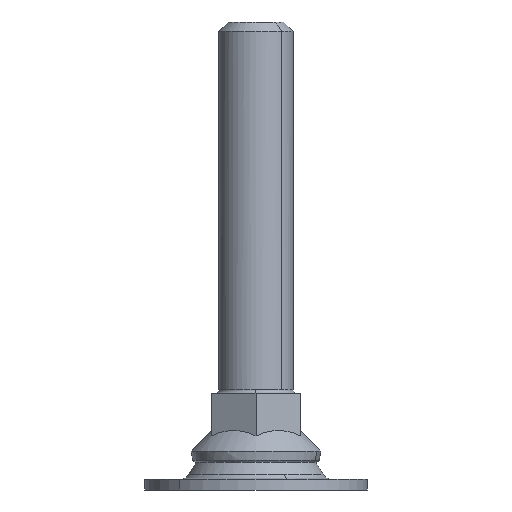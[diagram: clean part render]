
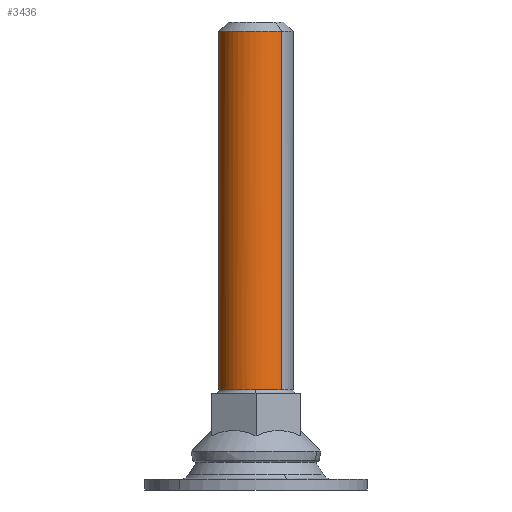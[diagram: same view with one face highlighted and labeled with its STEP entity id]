
A CAD part, left-side view. The second image highlights one B-rep face of the part: STEP entity #3436.
In plain terms, the highlighted free-form (B-spline) face has degree [2, 1] with [5, 2] control points.
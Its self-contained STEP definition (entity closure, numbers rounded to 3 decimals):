
#3217=CARTESIAN_POINT('',(-7.22,-6.919,123.5));
#3218=VERTEX_POINT('',#3217);
#3232=CARTESIAN_POINT('',(7.133,7.009,123.5));
#3233=VERTEX_POINT('',#3232);
#3239=CARTESIAN_POINT('',(0.,10.,123.5));
#3240=VERTEX_POINT('',#3239);
#3241=CARTESIAN_POINT('',(0.,10.,123.5));
#3242=CARTESIAN_POINT('',(0.455,10.,123.5));
#3243=CARTESIAN_POINT('',(1.489,9.929,123.5));
#3244=CARTESIAN_POINT('',(2.906,9.607,123.5));
#3245=CARTESIAN_POINT('',(4.296,9.065,123.5));
#3246=CARTESIAN_POINT('',(5.708,8.277,123.5));
#3247=CARTESIAN_POINT('',(6.64,7.511,123.5));
#3248=CARTESIAN_POINT('',(7.133,7.009,123.5));
#3249=B_SPLINE_CURVE_WITH_KNOTS('',3,(#3241,#3242,#3243,#3244,#3245,#3246,#3247,#3248),.UNSPECIFIED.,.F.,.U.,(4,1,1,1,1,4),(0.,1.365,3.102,4.343,5.832,7.941),.UNSPECIFIED.);
#3250=EDGE_CURVE('',#3240,#3233,#3249,.T.);
#3252=CARTESIAN_POINT('',(-10.0,0.0,123.5));
#3253=VERTEX_POINT('',#3252);
#3254=CARTESIAN_POINT('',(-10.0,0.0,123.5));
#3255=CARTESIAN_POINT('',(-10.,0.777,123.5));
#3256=CARTESIAN_POINT('',(-9.851,2.045,123.5));
#3257=CARTESIAN_POINT('',(-9.294,3.805,123.5));
#3258=CARTESIAN_POINT('',(-8.482,5.419,123.5));
#3259=CARTESIAN_POINT('',(-7.19,7.073,123.5));
#3260=CARTESIAN_POINT('',(-5.527,8.422,123.5));
#3261=CARTESIAN_POINT('',(-3.661,9.375,123.5));
#3262=CARTESIAN_POINT('',(-1.841,9.891,123.5));
#3263=CARTESIAN_POINT('',(-0.573,10.,123.5));
#3264=CARTESIAN_POINT('',(0.,10.,123.5));
#3265=B_SPLINE_CURVE_WITH_KNOTS('',3,(#3254,#3255,#3256,#3257,#3258,#3259,#3260,#3261,#3262,#3263,#3264),.UNSPECIFIED.,.F.,.U.,(4,1,1,1,1,1,1,1,4),(0.,2.332,3.804,5.522,7.731,10.063,11.904,13.99,15.708),.UNSPECIFIED.);
#3266=EDGE_CURVE('',#3253,#3240,#3265,.T.);
#3268=CARTESIAN_POINT('',(-7.22,-6.919,123.5));
#3269=CARTESIAN_POINT('',(-7.633,-6.488,123.5));
#3270=CARTESIAN_POINT('',(-8.307,-5.645,123.5));
#3271=CARTESIAN_POINT('',(-9.11,-4.22,123.5));
#3272=CARTESIAN_POINT('',(-9.796,-2.388,123.5));
#3273=CARTESIAN_POINT('',(-10.,-0.915,123.5));
#3274=CARTESIAN_POINT('',(-10.0,0.0,123.5));
#3275=B_SPLINE_CURVE_WITH_KNOTS('',3,(#3268,#3269,#3270,#3271,#3272,#3273,#3274),.UNSPECIFIED.,.F.,.U.,(4,1,1,1,4),(0.,1.791,3.224,4.895,7.641),.UNSPECIFIED.);
#3276=EDGE_CURVE('',#3218,#3253,#3275,.T.);
#3327=CARTESIAN_POINT('',(7.22,6.919,123.5));
#3328=VERTEX_POINT('',#3327);
#3339=CARTESIAN_POINT('',(7.133,7.009,123.5));
#3340=CARTESIAN_POINT('',(7.22,6.919,123.5));
#3341=QUASI_UNIFORM_CURVE('',1,(#3339,#3340),.UNSPECIFIED.,.F.,.U.);
#3342=EDGE_CURVE('',#3233,#3328,#3341,.T.);
#3352=CARTESIAN_POINT('',(-7.22,-6.919,125.913));
#3353=CARTESIAN_POINT('',(-14.139,0.301,125.913));
#3354=CARTESIAN_POINT('',(-6.919,7.22,125.913));
#3355=CARTESIAN_POINT('',(0.301,14.139,125.913));
#3356=CARTESIAN_POINT('',(7.22,6.919,125.913));
#3357=CARTESIAN_POINT('',(-7.22,-6.919,24.527));
#3358=CARTESIAN_POINT('',(-14.139,0.301,24.527));
#3359=CARTESIAN_POINT('',(-6.919,7.22,24.527));
#3360=CARTESIAN_POINT('',(0.301,14.139,24.527));
#3361=CARTESIAN_POINT('',(7.22,6.919,24.527));
#3369=(BOUNDED_SURFACE()B_SPLINE_SURFACE(2,1,((#3352,#3357),(#3353,#3358),(#3354,#3359),(#3355,#3360),(#3356,#3361)),.UNSPECIFIED.,.F.,.F.,.U.)B_SPLINE_SURFACE_WITH_KNOTS((3,2,3),(2,2),(0.0,16.569,33.137),(0.0,101.385),.UNSPECIFIED.)GEOMETRIC_REPRESENTATION_ITEM()RATIONAL_B_SPLINE_SURFACE(((1.0,1.0),(0.707,0.707),(1.0,1.0),(0.707,0.707),(1.0,1.0)))REPRESENTATION_ITEM('')SURFACE());
#3370=CARTESIAN_POINT('',(-10.0,0.0,27.0));
#3371=VERTEX_POINT('',#3370);
#3372=CARTESIAN_POINT('',(-7.22,-6.919,27.));
#3373=VERTEX_POINT('',#3372);
#3374=CARTESIAN_POINT('',(-10.0,0.0,27.0));
#3375=CARTESIAN_POINT('',(-10.,-0.597,27.));
#3376=CARTESIAN_POINT('',(-9.889,-1.831,27.));
#3377=CARTESIAN_POINT('',(-9.445,-3.408,27.));
#3378=CARTESIAN_POINT('',(-8.631,-5.184,27.));
#3379=CARTESIAN_POINT('',(-7.854,-6.258,27.));
#3380=CARTESIAN_POINT('',(-7.22,-6.919,27.));
#3381=B_SPLINE_CURVE_WITH_KNOTS('',3,(#3374,#3375,#3376,#3377,#3378,#3379,#3380),.UNSPECIFIED.,.F.,.U.,(4,1,1,1,4),(0.,1.791,3.701,4.895,7.641),.UNSPECIFIED.);
#3382=EDGE_CURVE('',#3371,#3373,#3381,.T.);
#3383=ORIENTED_EDGE('',*,*,#3382,.T.);
#3384=CARTESIAN_POINT('',(-7.22,-6.919,123.5));
#3385=CARTESIAN_POINT('',(-7.22,-6.919,27.));
#3386=QUASI_UNIFORM_CURVE('',1,(#3384,#3385),.UNSPECIFIED.,.F.,.U.);
#3387=EDGE_CURVE('',#3218,#3373,#3386,.T.);
#3388=ORIENTED_EDGE('',*,*,#3387,.F.);
#3389=ORIENTED_EDGE('',*,*,#3276,.T.);
#3390=ORIENTED_EDGE('',*,*,#3266,.T.);
#3391=ORIENTED_EDGE('',*,*,#3250,.T.);
#3392=ORIENTED_EDGE('',*,*,#3342,.T.);
#3393=CARTESIAN_POINT('',(7.22,6.919,27.));
#3394=VERTEX_POINT('',#3393);
#3395=CARTESIAN_POINT('',(7.22,6.919,123.5));
#3396=CARTESIAN_POINT('',(7.22,6.919,27.));
#3397=QUASI_UNIFORM_CURVE('',1,(#3395,#3396),.UNSPECIFIED.,.F.,.U.);
#3398=EDGE_CURVE('',#3328,#3394,#3397,.T.);
#3399=ORIENTED_EDGE('',*,*,#3398,.T.);
#3400=CARTESIAN_POINT('',(0.063,10.,27.));
#3401=VERTEX_POINT('',#3400);
#3402=CARTESIAN_POINT('',(7.22,6.919,27.));
#3403=CARTESIAN_POINT('',(6.586,7.581,27.));
#3404=CARTESIAN_POINT('',(5.43,8.495,27.));
#3405=CARTESIAN_POINT('',(3.66,9.35,27.));
#3406=CARTESIAN_POINT('',(1.98,9.859,27.));
#3407=CARTESIAN_POINT('',(0.771,9.995,27.));
#3408=CARTESIAN_POINT('',(0.063,10.,27.));
#3409=B_SPLINE_CURVE_WITH_KNOTS('',3,(#3402,#3403,#3404,#3405,#3406,#3407,#3408),.UNSPECIFIED.,.F.,.U.,(4,1,1,1,4),(0.,2.751,4.377,5.878,8.004),.UNSPECIFIED.);
#3410=EDGE_CURVE('',#3394,#3401,#3409,.T.);
#3411=ORIENTED_EDGE('',*,*,#3410,.T.);
#3412=CARTESIAN_POINT('',(-9.999,0.126,27.));
#3413=VERTEX_POINT('',#3412);
#3414=CARTESIAN_POINT('',(0.063,10.,27.));
#3415=CARTESIAN_POINT('',(-0.915,10.006,27.));
#3416=CARTESIAN_POINT('',(-2.505,9.781,27.));
#3417=CARTESIAN_POINT('',(-4.33,9.055,27.));
#3418=CARTESIAN_POINT('',(-5.636,8.297,27.));
#3419=CARTESIAN_POINT('',(-6.895,7.32,27.));
#3420=CARTESIAN_POINT('',(-7.931,6.158,27.));
#3421=CARTESIAN_POINT('',(-8.795,4.823,27.));
#3422=CARTESIAN_POINT('',(-9.423,3.491,27.));
#3423=CARTESIAN_POINT('',(-9.88,1.835,27.));
#3424=CARTESIAN_POINT('',(-9.992,0.696,27.));
#3425=CARTESIAN_POINT('',(-9.999,0.126,27.));
#3426=B_SPLINE_CURVE_WITH_KNOTS('',3,(#3414,#3415,#3416,#3417,#3418,#3419,#3420,#3421,#3422,#3423,#3424,#3425),.UNSPECIFIED.,.F.,.U.,(4,1,1,1,1,1,1,1,1,4),(0.,2.933,4.767,5.867,7.456,9.534,10.512,12.223,13.934,15.645),.UNSPECIFIED.);
#3427=EDGE_CURVE('',#3401,#3413,#3426,.T.);
#3428=ORIENTED_EDGE('',*,*,#3427,.T.);
#3429=CARTESIAN_POINT('',(-9.999,0.126,27.));
#3430=CARTESIAN_POINT('',(-10.0,0.0,27.0));
#3431=QUASI_UNIFORM_CURVE('',1,(#3429,#3430),.UNSPECIFIED.,.F.,.U.);
#3432=EDGE_CURVE('',#3413,#3371,#3431,.T.);
#3433=ORIENTED_EDGE('',*,*,#3432,.T.);
#3434=EDGE_LOOP('',(#3383,#3388,#3389,#3390,#3391,#3392,#3399,#3411,#3428,#3433));
#3435=FACE_OUTER_BOUND('',#3434,.T.);
#3436=ADVANCED_FACE('',(#3435),#3369,.T.);
